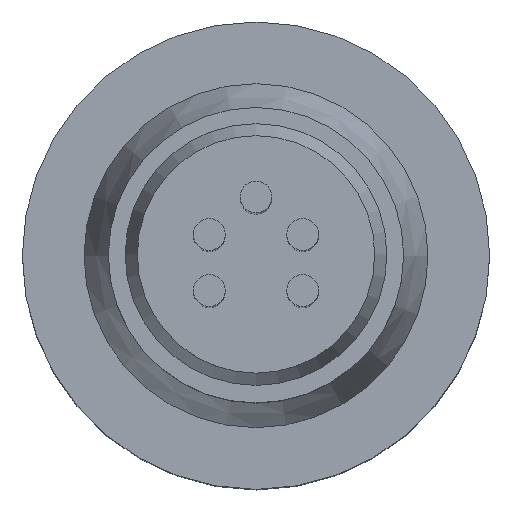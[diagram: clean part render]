
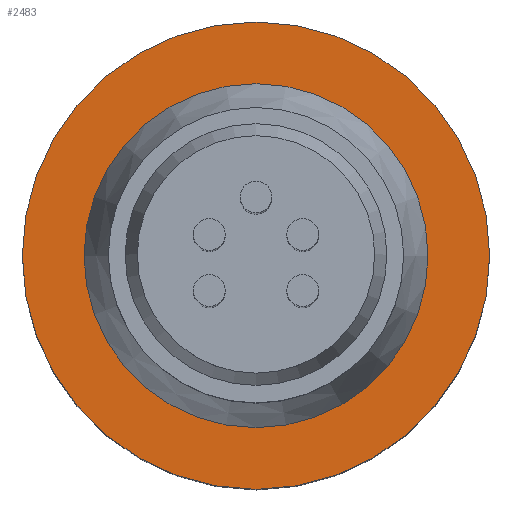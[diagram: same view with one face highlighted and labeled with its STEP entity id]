
A CAD part, top view. The second image highlights one B-rep face of the part: STEP entity #2483.
In plain terms, the highlighted planar face has unit normal (0, 0, 1).
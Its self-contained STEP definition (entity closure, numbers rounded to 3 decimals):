
#70=CIRCLE($,#2586,9.2);
#91=CIRCLE($,#2633,12.5);
#148=FACE_BOUND($,#551,.T.);
#149=FACE_BOUND($,#552,.T.);
#216=PLANE($,#2634);
#551=EDGE_LOOP($,(#2166));
#552=EDGE_LOOP($,(#2167));
#1204=VERTEX_POINT($,#4299);
#1225=VERTEX_POINT($,#4367);
#1519=EDGE_CURVE($,#1204,#1204,#70,.T.);
#1540=EDGE_CURVE($,#1225,#1225,#91,.T.);
#2166=ORIENTED_EDGE($,*,*,#1519,.T.);
#2167=ORIENTED_EDGE($,*,*,#1540,.F.);
#2483=ADVANCED_FACE($,(#148,#149),#216,.F.);
#2586=AXIS2_PLACEMENT_3D($,#4300,#3013,#3014);
#2633=AXIS2_PLACEMENT_3D($,#4368,#3107,#3108);
#2634=AXIS2_PLACEMENT_3D($,#4369,#3109,#3110);
#3013=DIRECTION('center_axis',(0.,0.,-1.));
#3014=DIRECTION('ref_axis',(1.,0.,0.));
#3107=DIRECTION('center_axis',(0.,0.,-1.));
#3108=DIRECTION('ref_axis',(-1.,0.,0.));
#3109=DIRECTION('center_axis',(0.,0.,-1.));
#3110=DIRECTION('ref_axis',(-1.,0.,0.));
#4299=CARTESIAN_POINT('',(-9.2,0.,19.));
#4300=CARTESIAN_POINT('Origin',(0.,0.,19.));
#4367=CARTESIAN_POINT('',(12.5,0.,19.));
#4368=CARTESIAN_POINT('Origin',(0.,0.,19.));
#4369=CARTESIAN_POINT('Origin',(0.,0.,19.));
